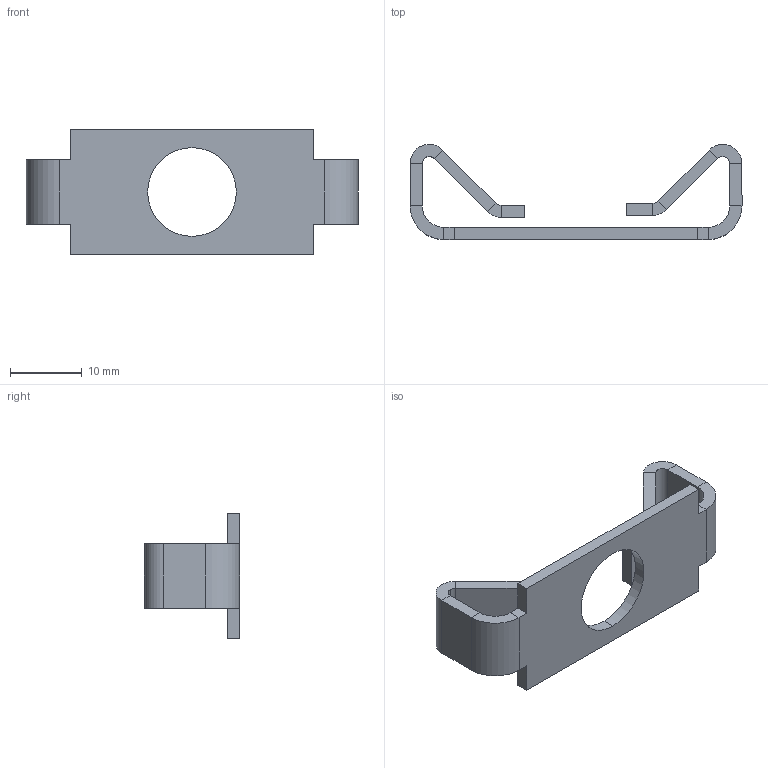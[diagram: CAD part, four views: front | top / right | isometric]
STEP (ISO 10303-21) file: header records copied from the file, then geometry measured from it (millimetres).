
FILE_DESCRIPTION (( 'STEP AP214' ), '1' );
FILE_NAME ('Ñêîáà 45 ñåðèÿ.STEP', '2022-04-07T10:56:04', ( 'user' ), ( '' ), 'SwSTEP 2.0', 'SolidWorks 2022', '' );
FILE_SCHEMA (( 'AUTOMOTIVE_DESIGN' ));
Length unit declared in the file: millimetre
Products named in the file (1): Ñêîáà 45 ñåðèÿ
Bounding box: 46.4 x 13.29 x 17.4 mm (x, y, z)
Volume: 1810.2 mm3; surface area: 2595.1 mm2
Topology: 1 solids, 1 shells, 66 faces, 144 edges, 80 vertices
Faces by surface type: plane 50, cylinder 16
Entity records: 1774 total; most frequent: DIRECTION 310, CARTESIAN_POINT 291, ORIENTED_EDGE 288, EDGE_CURVE 144, VECTOR 112, LINE 112, AXIS2_PLACEMENT_3D 99, VERTEX_POINT 80
